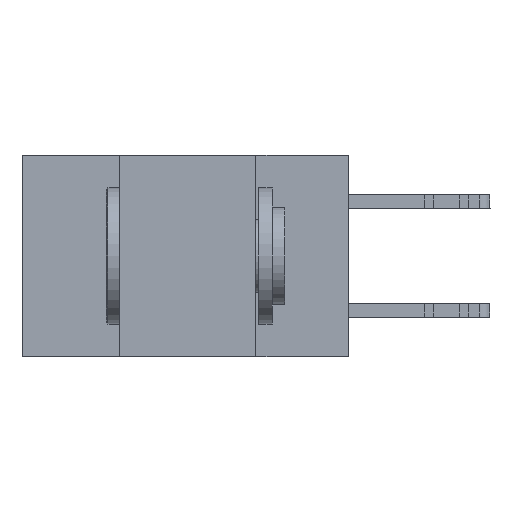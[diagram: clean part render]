
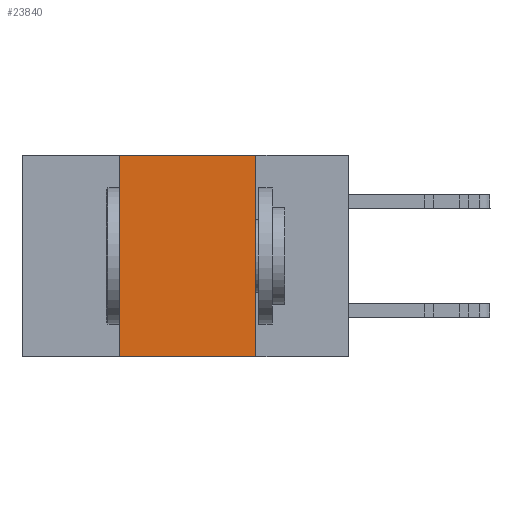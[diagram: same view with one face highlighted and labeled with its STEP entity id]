
A CAD part, left-side view. The second image highlights one B-rep face of the part: STEP entity #23840.
In plain terms, the highlighted planar face has unit normal (-1, 0, 0).
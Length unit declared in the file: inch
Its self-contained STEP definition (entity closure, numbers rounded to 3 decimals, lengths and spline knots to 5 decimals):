
#414 = CARTESIAN_POINT ( 'NONE',  ( 0., 0.6, -0.37 ) ) ;
#433 = PLANE ( 'NONE',  #12385 ) ;
#463 = CARTESIAN_POINT ( 'NONE',  ( 0., 0.42, -0.37 ) ) ;
#552 = VERTEX_POINT ( 'NONE', #3130 ) ;
#811 = VECTOR ( 'NONE', #5728, 39.37008 ) ;
#2129 = FACE_OUTER_BOUND ( 'NONE', #10454, .T. ) ;
#2687 = VERTEX_POINT ( 'NONE', #23297 ) ;
#3130 = CARTESIAN_POINT ( 'NONE',  ( 0., 0.17, -0.37 ) ) ;
#3574 = CARTESIAN_POINT ( 'NONE',  ( 0., 0.6, 0. ) ) ;
#3591 = DIRECTION ( 'NONE',  ( 0., 0., -1. ) ) ;
#3695 = EDGE_CURVE ( 'NONE', #2687, #20334, #15036, .T. ) ;
#4449 = DIRECTION ( 'NONE',  ( 0., 0., -1. ) ) ;
#5334 = CARTESIAN_POINT ( 'NONE',  ( 0., 0.17, -0.37 ) ) ;
#5728 = DIRECTION ( 'NONE',  ( 0., 0., 1. ) ) ;
#5823 = CARTESIAN_POINT ( 'NONE',  ( 0., 0.42, 0. ) ) ;
#6693 = VECTOR ( 'NONE', #3591, 39.37008 ) ;
#8429 = EDGE_CURVE ( 'NONE', #2687, #552, #17192, .T. ) ;
#8455 = VECTOR ( 'NONE', #15102, 39.37008 ) ;
#8545 = ORIENTED_EDGE ( 'NONE', *, *, #24112, .F. ) ;
#10454 = EDGE_LOOP ( 'NONE', ( #10735, #8545, #24021, #21483 ) ) ;
#10735 = ORIENTED_EDGE ( 'NONE', *, *, #21008, .F. ) ;
#12385 = AXIS2_PLACEMENT_3D ( 'NONE', #23067, #17101, #4449 ) ;
#12522 = VERTEX_POINT ( 'NONE', #14908 ) ;
#14656 = VECTOR ( 'NONE', #22769, 39.37008 ) ;
#14908 = CARTESIAN_POINT ( 'NONE',  ( 0., 0.17, 0. ) ) ;
#15036 = LINE ( 'NONE', #463, #811 ) ;
#15102 = DIRECTION ( 'NONE',  ( 0., -1., 0. ) ) ;
#17101 = DIRECTION ( 'NONE',  ( 1., 0., 0. ) ) ;
#17192 = LINE ( 'NONE', #414, #14656 ) ;
#20334 = VERTEX_POINT ( 'NONE', #5823 ) ;
#20360 = LINE ( 'NONE', #5334, #6693 ) ;
#21008 = EDGE_CURVE ( 'NONE', #12522, #552, #20360, .T. ) ;
#21483 = ORIENTED_EDGE ( 'NONE', *, *, #8429, .T. ) ;
#22769 = DIRECTION ( 'NONE',  ( 0., -1., 0. ) ) ;
#23067 = CARTESIAN_POINT ( 'NONE',  ( 0., 0.6, 0. ) ) ;
#23297 = CARTESIAN_POINT ( 'NONE',  ( 0., 0.42, -0.37 ) ) ;
#23840 = ADVANCED_FACE ( 'NONE', ( #2129 ), #433, .F. ) ;
#24021 = ORIENTED_EDGE ( 'NONE', *, *, #3695, .F. ) ;
#24112 = EDGE_CURVE ( 'NONE', #20334, #12522, #24148, .T. ) ;
#24148 = LINE ( 'NONE', #3574, #8455 ) ;
